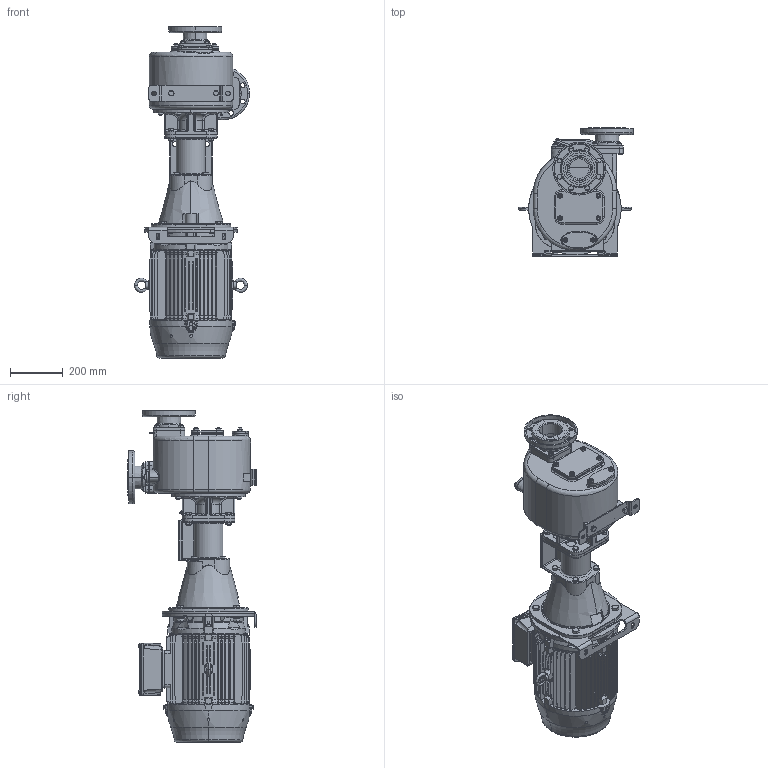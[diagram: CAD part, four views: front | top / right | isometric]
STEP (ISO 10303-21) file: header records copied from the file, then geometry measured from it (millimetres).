
FILE_DESCRIPTION((''),'2;1');
FILE_NAME('S_88_K_BBT_F_SW0001','2016-06-01T',('Nicola'),(''),'CREO PARAMETRIC BY PTC INC, 2015290','CREO PARAMETRIC BY PTC INC, 2015290','');
FILE_SCHEMA(('CONFIG_CONTROL_DESIGN'));
Products named in the file (1): S_88_K_BBT_F_SW0001
Bounding box: 435.83 x 485 x 1256.75 mm (x, y, z)
Volume: 64249521.2 mm3; surface area: 3282911.1 mm2
Topology: 2 solids, 5 shells, 4021 faces, 10009 edges, 6265 vertices
Faces by surface type: plane 1479, cylinder 1132, cone 942, bspline 267, torus 175, sphere 14, extrusion 12
Entity records: 168330 total; most frequent: CARTESIAN_POINT 75265, ORIENTED_EDGE 19948, DIRECTION 18728, EDGE_CURVE 9974, AXIS2_PLACEMENT_3D 7486, VERTEX_POINT 6265, EDGE_LOOP 4459, FACE_OUTER_BOUND 4021
